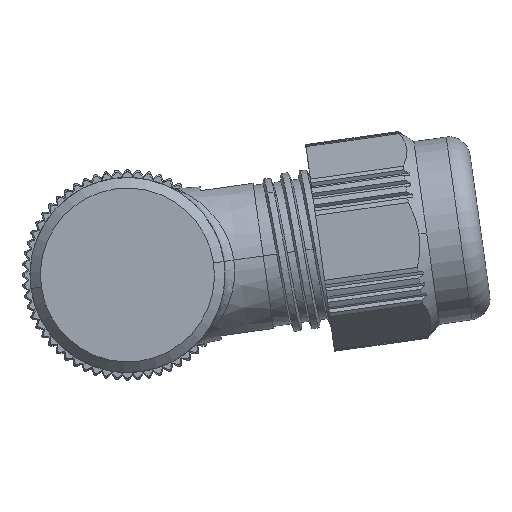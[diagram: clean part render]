
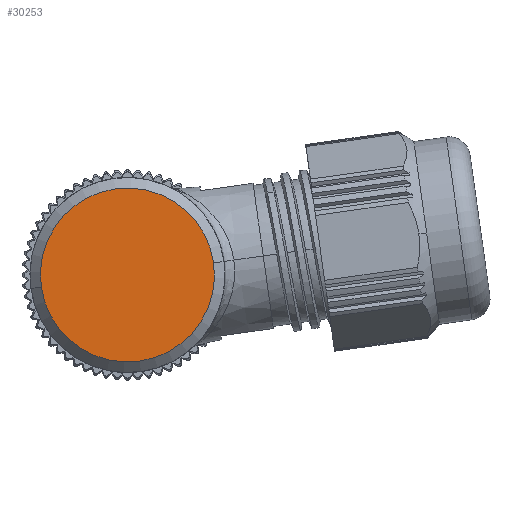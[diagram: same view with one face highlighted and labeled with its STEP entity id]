
A CAD part, front view. The second image highlights one B-rep face of the part: STEP entity #30253.
In plain terms, the highlighted planar face has unit normal (0, -1, 0).
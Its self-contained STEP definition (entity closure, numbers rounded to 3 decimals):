
#3522=CARTESIAN_POINT('',(0.,-33.85,0.));
#3523=DIRECTION('',(0.,1.,0.));
#3524=DIRECTION('',(-0.99,0.,-0.139));
#3525=AXIS2_PLACEMENT_3D('',#3522,#3523,#3524);
#3527=CARTESIAN_POINT('',(0.,-33.85,0.));
#3528=DIRECTION('',(0.,1.,0.));
#3529=DIRECTION('',(-0.139,0.,0.99));
#3530=AXIS2_PLACEMENT_3D('',#3527,#3528,#3529);
#3532=CARTESIAN_POINT('',(0.,-33.85,0.));
#3533=DIRECTION('',(0.,1.,0.));
#3534=DIRECTION('',(0.99,0.,0.139));
#3535=AXIS2_PLACEMENT_3D('',#3532,#3533,#3534);
#3537=CARTESIAN_POINT('',(0.,-33.85,0.));
#3538=DIRECTION('',(0.,1.,0.));
#3539=DIRECTION('',(0.139,0.,-0.99));
#3540=AXIS2_PLACEMENT_3D('',#3537,#3538,#3539);
#23781=CARTESIAN_POINT('',(-1.148,-33.85,8.17));
#23782=CARTESIAN_POINT('',(8.17,-33.85,1.148));
#23783=VERTEX_POINT('',#23781);
#23784=VERTEX_POINT('',#23782);
#23785=CARTESIAN_POINT('',(-8.17,-33.85,-1.148));
#23786=VERTEX_POINT('',#23785);
#23787=CARTESIAN_POINT('',(1.148,-33.85,-8.17));
#23788=VERTEX_POINT('',#23787);
#30240=CARTESIAN_POINT('',(0.,-33.85,0.));
#30241=DIRECTION('',(0.,-1.,0.));
#30242=DIRECTION('',(-0.99,0.,-0.139));
#30243=AXIS2_PLACEMENT_3D('',#30240,#30241,#30242);
#30244=PLANE('',#30243);
#30246=ORIENTED_EDGE('',*,*,#30245,.T.);
#30248=ORIENTED_EDGE('',*,*,#30247,.T.);
#30249=ORIENTED_EDGE('',*,*,#30229,.T.);
#30250=ORIENTED_EDGE('',*,*,#30227,.T.);
#30251=EDGE_LOOP('',(#30246,#30248,#30249,#30250));
#30252=FACE_OUTER_BOUND('',#30251,.F.);
#30253=ADVANCED_FACE('',(#30252),#30244,.T.);
#3526=CIRCLE('',#3525,8.25);
#3531=CIRCLE('',#3530,8.25);
#3536=CIRCLE('',#3535,8.25);
#3541=CIRCLE('',#3540,8.25);
#30227=EDGE_CURVE('',#23788,#23786,#3541,.T.);
#30229=EDGE_CURVE('',#23784,#23788,#3536,.T.);
#30245=EDGE_CURVE('',#23786,#23783,#3526,.T.);
#30247=EDGE_CURVE('',#23783,#23784,#3531,.T.);
